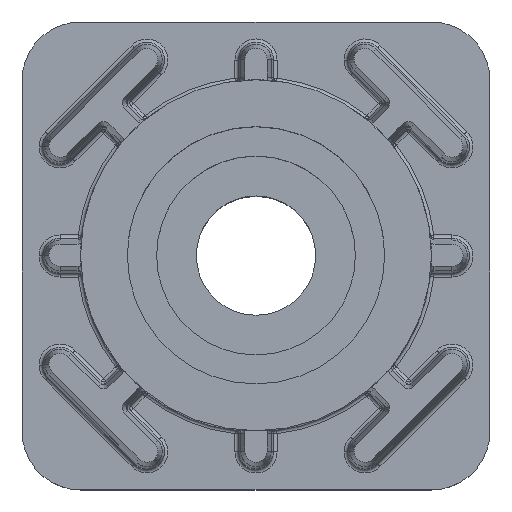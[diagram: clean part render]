
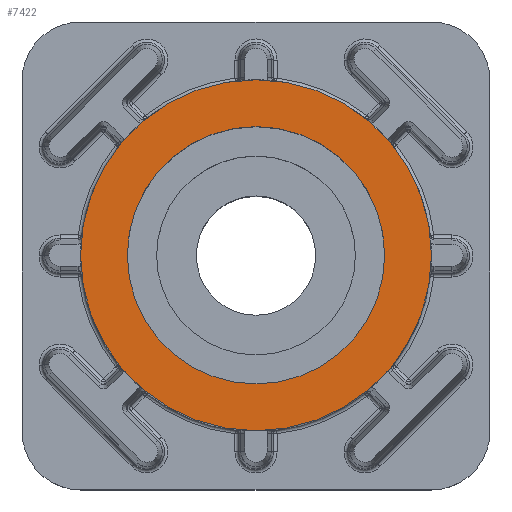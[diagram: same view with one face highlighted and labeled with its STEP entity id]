
A CAD part, top view. The second image highlights one B-rep face of the part: STEP entity #7422.
In plain terms, the highlighted planar face has unit normal (0, 0, 1).
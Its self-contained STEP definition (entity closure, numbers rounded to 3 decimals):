
#524 = CARTESIAN_POINT ( 'NONE',  ( -15., 0., 43. ) ) ;
#611 = AXIS2_PLACEMENT_3D ( 'NONE', #4046, #5909, #3950 ) ;
#906 = VERTEX_POINT ( 'NONE', #4338 ) ;
#1037 = ORIENTED_EDGE ( 'NONE', *, *, #1899, .T. ) ;
#1748 = DIRECTION ( 'NONE',  ( 0., 0., 1. ) ) ;
#1899 = EDGE_CURVE ( 'NONE', #1999, #8061, #2529, .T. ) ;
#1999 = VERTEX_POINT ( 'NONE', #524 ) ;
#2011 = AXIS2_PLACEMENT_3D ( 'NONE', #4537, #1748, #8255 ) ;
#2248 = DIRECTION ( 'NONE',  ( 1., 0., 0. ) ) ;
#2299 = DIRECTION ( 'NONE',  ( 0., 0., 1. ) ) ;
#2309 = CARTESIAN_POINT ( 'NONE',  ( 0., 0., 43. ) ) ;
#2529 = CIRCLE ( 'NONE', #7202, 15. ) ;
#3627 = EDGE_CURVE ( 'NONE', #8061, #1999, #10395, .T. ) ;
#3806 = AXIS2_PLACEMENT_3D ( 'NONE', #4063, #10453, #5014 ) ;
#3811 = ORIENTED_EDGE ( 'NONE', *, *, #3627, .T. ) ;
#3848 = FACE_OUTER_BOUND ( 'NONE', #6937, .T. ) ;
#3901 = CARTESIAN_POINT ( 'NONE',  ( 15., 0., 43. ) ) ;
#3950 = DIRECTION ( 'NONE',  ( 1., 0., 0. ) ) ;
#4046 = CARTESIAN_POINT ( 'NONE',  ( 0., 0., 43. ) ) ;
#4063 = CARTESIAN_POINT ( 'NONE',  ( 0., 0., 43. ) ) ;
#4338 = CARTESIAN_POINT ( 'NONE',  ( 11., 0., 43. ) ) ;
#4537 = CARTESIAN_POINT ( 'NONE',  ( 0., 0., 43. ) ) ;
#4549 = ORIENTED_EDGE ( 'NONE', *, *, #8144, .F. ) ;
#4774 = EDGE_CURVE ( 'NONE', #906, #7476, #4814, .T. ) ;
#4814 = CIRCLE ( 'NONE', #611, 11. ) ;
#5014 = DIRECTION ( 'NONE',  ( 1., 0., 0. ) ) ;
#5909 = DIRECTION ( 'NONE',  ( 0., 0., 1. ) ) ;
#6562 = CARTESIAN_POINT ( 'NONE',  ( -11., 0., 43. ) ) ;
#6658 = FACE_BOUND ( 'NONE', #7990, .T. ) ;
#6937 = EDGE_LOOP ( 'NONE', ( #1037, #3811 ) ) ;
#6943 = DIRECTION ( 'NONE',  ( 1., 0., 0. ) ) ;
#6974 = DIRECTION ( 'NONE',  ( 0., 0., 1. ) ) ;
#6978 = CARTESIAN_POINT ( 'NONE',  ( 0., 0., 43. ) ) ;
#7202 = AXIS2_PLACEMENT_3D ( 'NONE', #2309, #2299, #2248 ) ;
#7347 = PLANE ( 'NONE',  #2011 ) ;
#7422 = ADVANCED_FACE ( 'NONE', ( #6658, #3848 ), #7347, .T. ) ;
#7441 = AXIS2_PLACEMENT_3D ( 'NONE', #6978, #6974, #6943 ) ;
#7476 = VERTEX_POINT ( 'NONE', #6562 ) ;
#7880 = ORIENTED_EDGE ( 'NONE', *, *, #4774, .F. ) ;
#7990 = EDGE_LOOP ( 'NONE', ( #4549, #7880 ) ) ;
#8061 = VERTEX_POINT ( 'NONE', #3901 ) ;
#8144 = EDGE_CURVE ( 'NONE', #7476, #906, #10690, .T. ) ;
#8255 = DIRECTION ( 'NONE',  ( 1., 0., 0. ) ) ;
#10395 = CIRCLE ( 'NONE', #7441, 15. ) ;
#10453 = DIRECTION ( 'NONE',  ( 0., 0., 1. ) ) ;
#10690 = CIRCLE ( 'NONE', #3806, 11. ) ;
